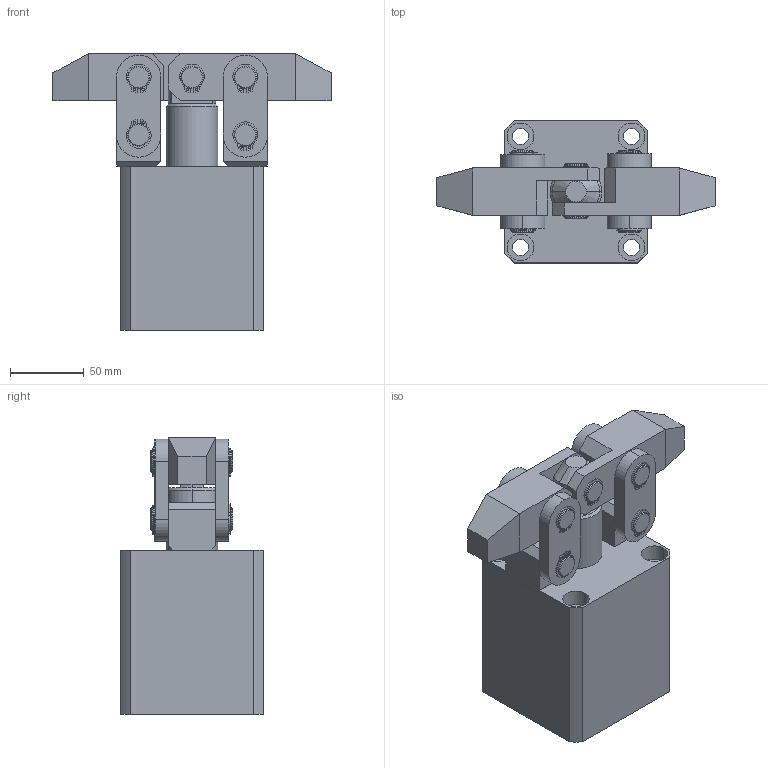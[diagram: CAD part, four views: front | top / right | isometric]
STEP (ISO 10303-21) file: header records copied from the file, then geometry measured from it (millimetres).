
FILE_DESCRIPTION (( 'STEP AP203' ), '1' );
FILE_NAME ('HLC-M63D.STEP', '2020-09-15T06:22:55', ( '微软用户' ), ( '微软中国' ), 'SwSTEP 2.0', 'SolidWorks 2012', '' );
FILE_SCHEMA (( 'CONFIG_CONTROL_DESIGN' ));
Length unit declared in the file: millimetre
Products named in the file (9): HLC-M63D; HLC-63盓傅; circlips for shaft--type a large gb_GB_CONNECTING_PIECE_RING_RRA 15; HLC-63酗种; HLC-M63D揤旋; HLC-M63D蟀裝; HLC-63活塞杆; HLC-63傻种; HLC-M63D掛极
Assembly tree (25 placements, depth 2):
  HLC-M63D
    HLC-M63D掛极
    HLC-63傻种
    HLC-63活塞杆
    HLC-M63D蟀裝  x4
    HLC-M63D揤旋  x2
    HLC-63酗种  x4
    circlips for shaft--type a large gb_GB_CONNECTING_PIECE_RING_RRA 15  x10
    HLC-63盓傅  x2
Bounding box: 188 x 96 x 187 mm (x, y, z)
Volume: 1182711.4 mm3; surface area: 197449.5 mm2
Topology: 25 solids, 25 shells, 554 faces, 1362 edges, 894 vertices
Faces by surface type: cylinder 291, plane 217, cone 24, bspline 16, torus 6
Entity records: 9073 total; most frequent: CARTESIAN_POINT 2094, DIRECTION 1210, ORIENTED_EDGE 1100, EDGE_CURVE 550, AXIS2_PLACEMENT_3D 450, VERTEX_POINT 358, VECTOR 310, LINE 310
